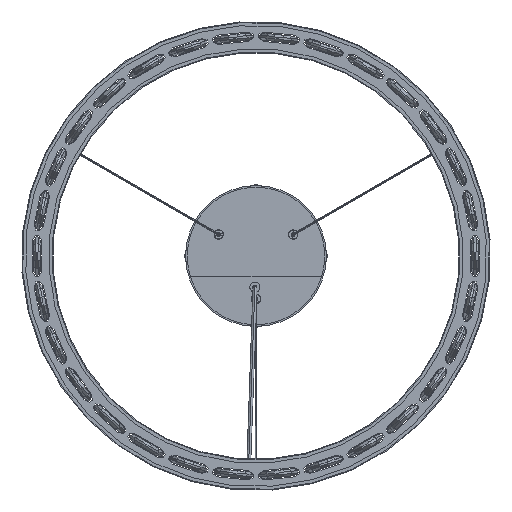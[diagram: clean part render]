
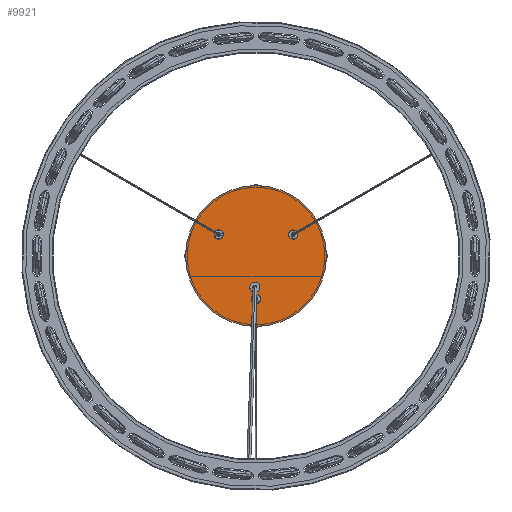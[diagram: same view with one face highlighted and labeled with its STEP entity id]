
A CAD part, front view. The second image highlights one B-rep face of the part: STEP entity #9921.
In plain terms, the highlighted planar face has unit normal (0, -1, 0).
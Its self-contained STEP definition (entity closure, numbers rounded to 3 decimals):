
#301 = DIRECTION ( 'NONE',  ( 0., 1., 0. ) ) ;
#4611 = CARTESIAN_POINT ( 'NONE',  ( 0., -40., -90. ) ) ;
#9516 = CARTESIAN_POINT ( 'NONE',  ( 0., -40., 0. ) ) ;
#9921 = ADVANCED_FACE ( 'NONE', ( #51282 ), #26481, .F. ) ;
#11785 = CIRCLE ( 'NONE', #29567, 90. ) ;
#26481 = PLANE ( 'NONE',  #42173 ) ;
#29567 = AXIS2_PLACEMENT_3D ( 'NONE', #9516, #32211, #37426 ) ;
#31150 = VERTEX_POINT ( 'NONE', #4611 ) ;
#32211 = DIRECTION ( 'NONE',  ( 0., 1., 0. ) ) ;
#35986 = EDGE_CURVE ( 'NONE', #70220, #31150, #11785, .T. ) ;
#36035 = AXIS2_PLACEMENT_3D ( 'NONE', #45469, #52518, #62940 ) ;
#37426 = DIRECTION ( 'NONE',  ( 0., 0., 1. ) ) ;
#42173 = AXIS2_PLACEMENT_3D ( 'NONE', #66657, #301, #68026 ) ;
#45469 = CARTESIAN_POINT ( 'NONE',  ( 0., -40., 0. ) ) ;
#51282 = FACE_OUTER_BOUND ( 'NONE', #66032, .T. ) ;
#52518 = DIRECTION ( 'NONE',  ( 0., 1., 0. ) ) ;
#52763 = ORIENTED_EDGE ( 'NONE', *, *, #69268, .F. ) ;
#56757 = ORIENTED_EDGE ( 'NONE', *, *, #35986, .F. ) ;
#57435 = CIRCLE ( 'NONE', #36035, 90. ) ;
#62940 = DIRECTION ( 'NONE',  ( 0., 0., 1. ) ) ;
#66032 = EDGE_LOOP ( 'NONE', ( #56757, #52763 ) ) ;
#66657 = CARTESIAN_POINT ( 'NONE',  ( 0., -40., 0. ) ) ;
#67082 = CARTESIAN_POINT ( 'NONE',  ( 0., -40., 90. ) ) ;
#68026 = DIRECTION ( 'NONE',  ( 0., 0., 1. ) ) ;
#69268 = EDGE_CURVE ( 'NONE', #31150, #70220, #57435, .T. ) ;
#70220 = VERTEX_POINT ( 'NONE', #67082 ) ;
